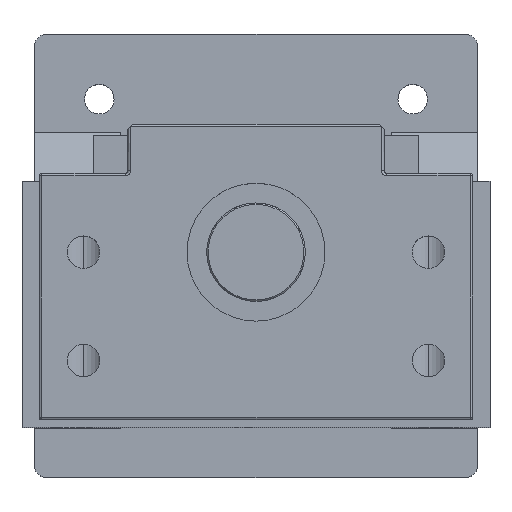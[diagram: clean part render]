
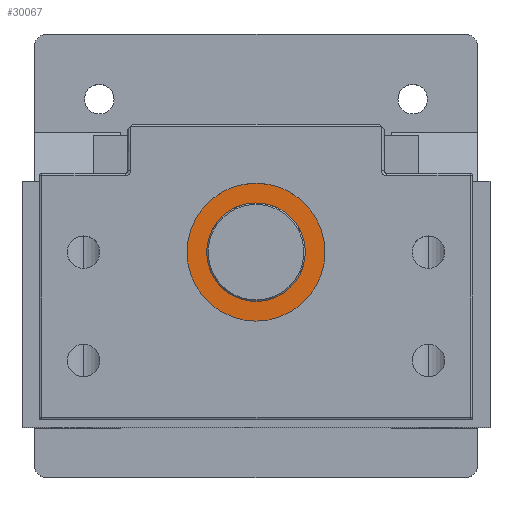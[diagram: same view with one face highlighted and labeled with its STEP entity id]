
A CAD part, top view. The second image highlights one B-rep face of the part: STEP entity #30067.
In plain terms, the highlighted planar face has unit normal (0, 0, 1).
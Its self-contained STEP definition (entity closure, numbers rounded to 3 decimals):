
#724 = AXIS2_PLACEMENT_3D ( 'NONE', #19102, #41482, #22308 ) ;
#2709 = ORIENTED_EDGE ( 'NONE', *, *, #22923, .T. ) ;
#4146 = CARTESIAN_POINT ( 'NONE',  ( 0., 0., 7.5 ) ) ;
#4250 = CARTESIAN_POINT ( 'NONE',  ( 0., 0., 7.5 ) ) ;
#6880 = EDGE_CURVE ( 'NONE', #19936, #24520, #36863, .T. ) ;
#7322 = ORIENTED_EDGE ( 'NONE', *, *, #16432, .F. ) ;
#7360 = DIRECTION ( 'NONE',  ( 1., 0., 0. ) ) ;
#7456 = DIRECTION ( 'NONE',  ( 1., 0., 0. ) ) ;
#9411 = CARTESIAN_POINT ( 'NONE',  ( 0., 0., 7.5 ) ) ;
#11759 = CARTESIAN_POINT ( 'NONE',  ( 14., 0., 7.5 ) ) ;
#12623 = DIRECTION ( 'NONE',  ( 1., 0., 0. ) ) ;
#13680 = FACE_BOUND ( 'NONE', #13713, .T. ) ;
#13713 = EDGE_LOOP ( 'NONE', ( #7322, #32166 ) ) ;
#15385 = DIRECTION ( 'NONE',  ( 0., 0., 1. ) ) ;
#15597 = CIRCLE ( 'NONE', #29531, 10. ) ;
#16239 = ORIENTED_EDGE ( 'NONE', *, *, #6880, .T. ) ;
#16432 = EDGE_CURVE ( 'NONE', #36645, #20705, #36284, .T. ) ;
#17891 = CARTESIAN_POINT ( 'NONE',  ( -10., 0., 7.5 ) ) ;
#19102 = CARTESIAN_POINT ( 'NONE',  ( 0., 0., 7.5 ) ) ;
#19857 = AXIS2_PLACEMENT_3D ( 'NONE', #4146, #26572, #7360 ) ;
#19936 = VERTEX_POINT ( 'NONE', #41564 ) ;
#20705 = VERTEX_POINT ( 'NONE', #33668 ) ;
#22228 = FACE_OUTER_BOUND ( 'NONE', #36730, .T. ) ;
#22308 = DIRECTION ( 'NONE',  ( 1., 0., 0. ) ) ;
#22694 = AXIS2_PLACEMENT_3D ( 'NONE', #9411, #31863, #12623 ) ;
#22923 = EDGE_CURVE ( 'NONE', #24520, #19936, #24691, .T. ) ;
#23612 = EDGE_CURVE ( 'NONE', #20705, #36645, #15597, .T. ) ;
#24520 = VERTEX_POINT ( 'NONE', #11759 ) ;
#24691 = CIRCLE ( 'NONE', #41307, 14. ) ;
#26572 = DIRECTION ( 'NONE',  ( 0., 0., 1. ) ) ;
#26680 = DIRECTION ( 'NONE',  ( 0., 0., 1. ) ) ;
#29531 = AXIS2_PLACEMENT_3D ( 'NONE', #34616, #15385, #37850 ) ;
#30067 = ADVANCED_FACE ( 'NONE', ( #13680, #22228 ), #38043, .T. ) ;
#31863 = DIRECTION ( 'NONE',  ( 0., 0., 1. ) ) ;
#32166 = ORIENTED_EDGE ( 'NONE', *, *, #23612, .F. ) ;
#33668 = CARTESIAN_POINT ( 'NONE',  ( 10., 0., 7.5 ) ) ;
#34616 = CARTESIAN_POINT ( 'NONE',  ( 0., 0., 7.5 ) ) ;
#36284 = CIRCLE ( 'NONE', #19857, 10. ) ;
#36645 = VERTEX_POINT ( 'NONE', #17891 ) ;
#36730 = EDGE_LOOP ( 'NONE', ( #16239, #2709 ) ) ;
#36863 = CIRCLE ( 'NONE', #724, 14. ) ;
#37850 = DIRECTION ( 'NONE',  ( 1., 0., 0. ) ) ;
#38043 = PLANE ( 'NONE',  #22694 ) ;
#41307 = AXIS2_PLACEMENT_3D ( 'NONE', #4250, #26680, #7456 ) ;
#41482 = DIRECTION ( 'NONE',  ( 0., 0., 1. ) ) ;
#41564 = CARTESIAN_POINT ( 'NONE',  ( -14., 0., 7.5 ) ) ;
